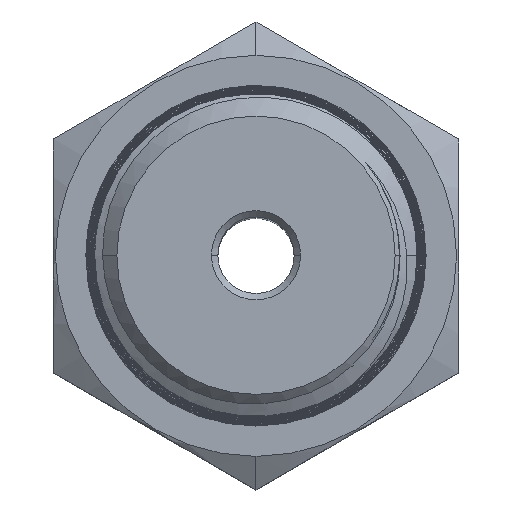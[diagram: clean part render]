
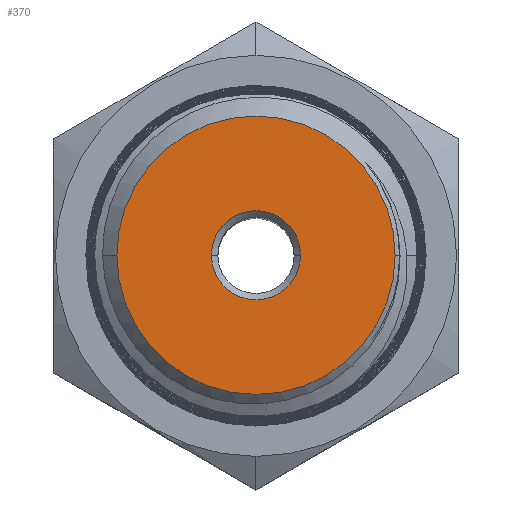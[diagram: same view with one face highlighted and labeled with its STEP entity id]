
A CAD part, top view. The second image highlights one B-rep face of the part: STEP entity #370.
In plain terms, the highlighted planar face has unit normal (0, 0, 1).
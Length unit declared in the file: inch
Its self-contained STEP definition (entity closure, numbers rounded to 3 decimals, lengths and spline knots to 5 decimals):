
#370 = ADVANCED_FACE ( 'NONE', ( #14922, #17812 ), #5968, .T. ) ;
#1236 = EDGE_LOOP ( 'NONE', ( #3602, #16529 ) ) ;
#1686 = CARTESIAN_POINT ( 'NONE',  ( 0., 0.57735, 2. ) ) ;
#2311 = DIRECTION ( 'NONE',  ( 1., 0., 0. ) ) ;
#2327 = AXIS2_PLACEMENT_3D ( 'NONE', #15503, #16932, #4158 ) ;
#2361 = DIRECTION ( 'NONE',  ( 1., 0., 0. ) ) ;
#3027 = DIRECTION ( 'NONE',  ( 1., 0., 0. ) ) ;
#3060 = CARTESIAN_POINT ( 'NONE',  ( -0.11, 0., 2. ) ) ;
#3392 = DIRECTION ( 'NONE',  ( 0., 0., 1. ) ) ;
#3602 = ORIENTED_EDGE ( 'NONE', *, *, #15402, .T. ) ;
#4158 = DIRECTION ( 'NONE',  ( 1., 0., 0. ) ) ;
#5204 = DIRECTION ( 'NONE',  ( 0., 0., 1. ) ) ;
#5219 = CIRCLE ( 'NONE', #9469, 0.11 ) ;
#5379 = AXIS2_PLACEMENT_3D ( 'NONE', #17901, #5204, #2311 ) ;
#5968 = PLANE ( 'NONE',  #15340 ) ;
#6090 = DIRECTION ( 'NONE',  ( 1., 0., 0. ) ) ;
#6494 = CARTESIAN_POINT ( 'NONE',  ( 0., 0., 2. ) ) ;
#6676 = DIRECTION ( 'NONE',  ( 0., 0., 1. ) ) ;
#6765 = VERTEX_POINT ( 'NONE', #3060 ) ;
#6936 = CIRCLE ( 'NONE', #10246, 0.11 ) ;
#8712 = VERTEX_POINT ( 'NONE', #15848 ) ;
#9380 = ORIENTED_EDGE ( 'NONE', *, *, #10133, .F. ) ;
#9386 = EDGE_LOOP ( 'NONE', ( #13256, #9380 ) ) ;
#9469 = AXIS2_PLACEMENT_3D ( 'NONE', #6494, #6676, #2361 ) ;
#9630 = VERTEX_POINT ( 'NONE', #15171 ) ;
#10076 = DIRECTION ( 'NONE',  ( 0., 0., 1. ) ) ;
#10133 = EDGE_CURVE ( 'NONE', #6765, #8712, #5219, .T. ) ;
#10246 = AXIS2_PLACEMENT_3D ( 'NONE', #14596, #3392, #6090 ) ;
#11511 = CARTESIAN_POINT ( 'NONE',  ( -0.3435, 0., 2. ) ) ;
#12530 = CIRCLE ( 'NONE', #2327, 0.3435 ) ;
#13256 = ORIENTED_EDGE ( 'NONE', *, *, #17280, .F. ) ;
#14596 = CARTESIAN_POINT ( 'NONE',  ( 0., 0., 2. ) ) ;
#14922 = FACE_BOUND ( 'NONE', #9386, .T. ) ;
#15171 = CARTESIAN_POINT ( 'NONE',  ( 0.3435, 0., 2. ) ) ;
#15340 = AXIS2_PLACEMENT_3D ( 'NONE', #1686, #10076, #3027 ) ;
#15398 = CIRCLE ( 'NONE', #5379, 0.3435 ) ;
#15402 = EDGE_CURVE ( 'NONE', #17126, #9630, #12530, .T. ) ;
#15503 = CARTESIAN_POINT ( 'NONE',  ( 0., 0., 2. ) ) ;
#15848 = CARTESIAN_POINT ( 'NONE',  ( 0.11, 0., 2. ) ) ;
#16529 = ORIENTED_EDGE ( 'NONE', *, *, #17356, .T. ) ;
#16932 = DIRECTION ( 'NONE',  ( 0., 0., 1. ) ) ;
#17126 = VERTEX_POINT ( 'NONE', #11511 ) ;
#17280 = EDGE_CURVE ( 'NONE', #8712, #6765, #6936, .T. ) ;
#17356 = EDGE_CURVE ( 'NONE', #9630, #17126, #15398, .T. ) ;
#17812 = FACE_OUTER_BOUND ( 'NONE', #1236, .T. ) ;
#17901 = CARTESIAN_POINT ( 'NONE',  ( 0., 0., 2. ) ) ;
